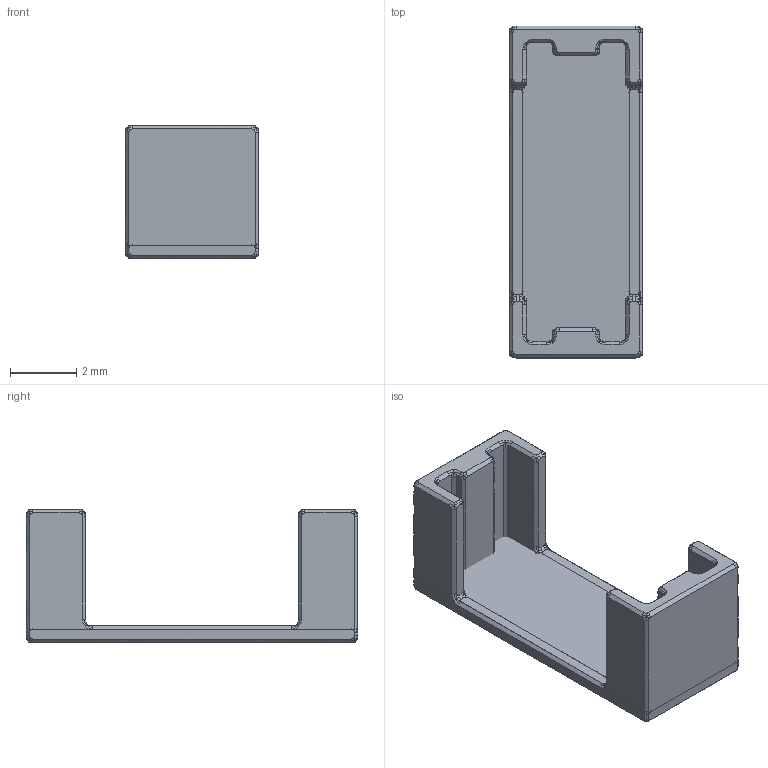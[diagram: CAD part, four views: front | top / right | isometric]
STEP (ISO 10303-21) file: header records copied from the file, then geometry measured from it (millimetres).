
FILE_DESCRIPTION(/* description */ (''),/* implementation_level */ '2;1');
FILE_NAME(/* name */ 'FuseHolder v1.step',/* time_stamp */ '2023-11-26T14:04:08+01:00',/* author */ (''),/* organization */ (''),/* preprocessor_version */ 'ST-DEVELOPER v20',/* originating_system */ 'Autodesk Translation Framework v12.14.0.127',/* authorisation */ '');
FILE_SCHEMA (('AUTOMOTIVE_DESIGN { 1 0 10303 214 3 1 1 }'));
Length unit declared in the file: millimetre
Products named in the file (1): FuseHolder
Bounding box: 4 x 10 x 4 mm (x, y, z)
Volume: 53.2 mm3; surface area: 239 mm2
Topology: 2 solids, 2 shells, 451 faces, 1176 edges, 728 vertices
Faces by surface type: bspline 420, plane 31
Entity records: 29478 total; most frequent: CARTESIAN_POINT 21320, ORIENTED_EDGE 2352, EDGE_CURVE 1176, B_SPLINE_CURVE_WITH_KNOTS 872, VERTEX_POINT 728, DIRECTION 608, EDGE_LOOP 452, FACE_OUTER_BOUND 451
